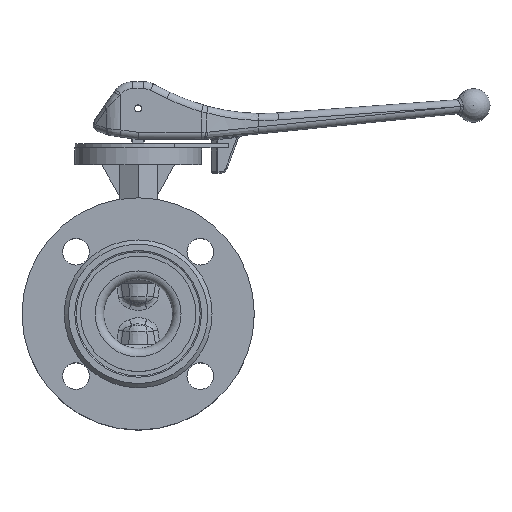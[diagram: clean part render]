
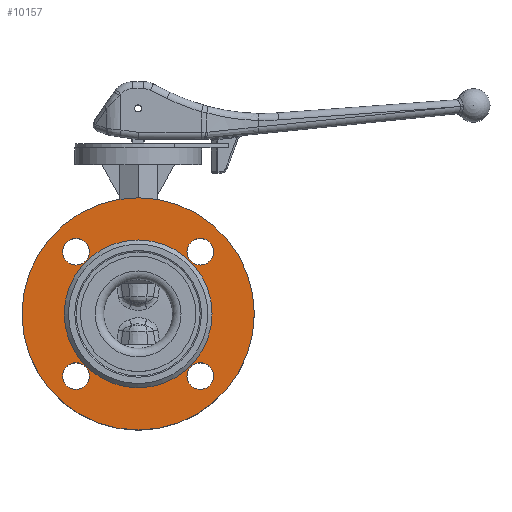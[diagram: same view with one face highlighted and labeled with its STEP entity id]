
A CAD part, top view. The second image highlights one B-rep face of the part: STEP entity #10157.
In plain terms, the highlighted planar face has unit normal (0, 0, 1).
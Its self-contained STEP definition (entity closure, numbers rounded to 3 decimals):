
#151=FACE_BOUND('',#1853,.T.);
#152=FACE_BOUND('',#1854,.T.);
#153=FACE_BOUND('',#1855,.T.);
#154=FACE_BOUND('',#1856,.T.);
#155=FACE_BOUND('',#1857,.T.);
#347=PLANE('',#11033);
#1215=FACE_OUTER_BOUND('',#1852,.T.);
#1852=EDGE_LOOP('',(#8268));
#1853=EDGE_LOOP('',(#8269));
#1854=EDGE_LOOP('',(#8270));
#1855=EDGE_LOOP('',(#8271));
#1856=EDGE_LOOP('',(#8272));
#1857=EDGE_LOOP('',(#8273));
#4182=CIRCLE('',#10902,9.5);
#4186=CIRCLE('',#10908,9.5);
#4190=CIRCLE('',#10914,9.5);
#4194=CIRCLE('',#10920,9.5);
#4211=CIRCLE('',#10946,52.5);
#4213=CIRCLE('',#10949,82.5);
#4661=VERTEX_POINT('',#17957);
#4665=VERTEX_POINT('',#17969);
#4669=VERTEX_POINT('',#17981);
#4673=VERTEX_POINT('',#17993);
#4689=VERTEX_POINT('',#18043);
#4691=VERTEX_POINT('',#18049);
#5814=EDGE_CURVE('',#4661,#4661,#4182,.T.);
#5820=EDGE_CURVE('',#4665,#4665,#4186,.T.);
#5826=EDGE_CURVE('',#4669,#4669,#4190,.T.);
#5832=EDGE_CURVE('',#4673,#4673,#4194,.T.);
#5856=EDGE_CURVE('',#4689,#4689,#4211,.T.);
#5859=EDGE_CURVE('',#4691,#4691,#4213,.T.);
#8268=ORIENTED_EDGE('',*,*,#5859,.T.);
#8269=ORIENTED_EDGE('',*,*,#5814,.T.);
#8270=ORIENTED_EDGE('',*,*,#5820,.T.);
#8271=ORIENTED_EDGE('',*,*,#5826,.T.);
#8272=ORIENTED_EDGE('',*,*,#5832,.T.);
#8273=ORIENTED_EDGE('',*,*,#5856,.F.);
#10157=ADVANCED_FACE('',(#1215,#151,#152,#153,#154,#155),#347,.F.);
#10902=AXIS2_PLACEMENT_3D('',#17959,#12333,#12334);
#10908=AXIS2_PLACEMENT_3D('',#17971,#12347,#12348);
#10914=AXIS2_PLACEMENT_3D('',#17983,#12361,#12362);
#10920=AXIS2_PLACEMENT_3D('',#17995,#12375,#12376);
#10946=AXIS2_PLACEMENT_3D('',#18044,#12434,#12435);
#10949=AXIS2_PLACEMENT_3D('',#18050,#12441,#12442);
#11033=AXIS2_PLACEMENT_3D('',#19480,#12839,#12840);
#12333=DIRECTION('center_axis',(0.,0.,-1.));
#12334=DIRECTION('ref_axis',(-1.,0.,0.));
#12347=DIRECTION('center_axis',(0.,0.,-1.));
#12348=DIRECTION('ref_axis',(-1.,0.,0.));
#12361=DIRECTION('center_axis',(0.,0.,-1.));
#12362=DIRECTION('ref_axis',(-1.,0.,0.));
#12375=DIRECTION('center_axis',(0.,0.,-1.));
#12376=DIRECTION('ref_axis',(-1.,0.,0.));
#12434=DIRECTION('center_axis',(0.,0.,1.));
#12435=DIRECTION('ref_axis',(1.,0.,0.));
#12441=DIRECTION('center_axis',(0.,0.,1.));
#12442=DIRECTION('ref_axis',(1.,0.,0.));
#12839=DIRECTION('center_axis',(0.,0.,-1.));
#12840=DIRECTION('ref_axis',(-1.,0.,0.));
#17957=CARTESIAN_POINT('',(-53.694,44.194,51.));
#17959=CARTESIAN_POINT('Origin',(-44.194,44.194,51.));
#17969=CARTESIAN_POINT('',(-53.694,-44.194,51.));
#17971=CARTESIAN_POINT('Origin',(-44.194,-44.194,51.));
#17981=CARTESIAN_POINT('',(34.694,-44.194,51.));
#17983=CARTESIAN_POINT('Origin',(44.194,-44.194,51.));
#17993=CARTESIAN_POINT('',(34.694,44.194,51.));
#17995=CARTESIAN_POINT('Origin',(44.194,44.194,51.));
#18043=CARTESIAN_POINT('',(52.5,0.,51.));
#18044=CARTESIAN_POINT('Origin',(0.,0.,51.));
#18049=CARTESIAN_POINT('',(-82.5,0.,51.));
#18050=CARTESIAN_POINT('Origin',(0.,0.,51.));
#19480=CARTESIAN_POINT('Origin',(0.,52.5,51.));
